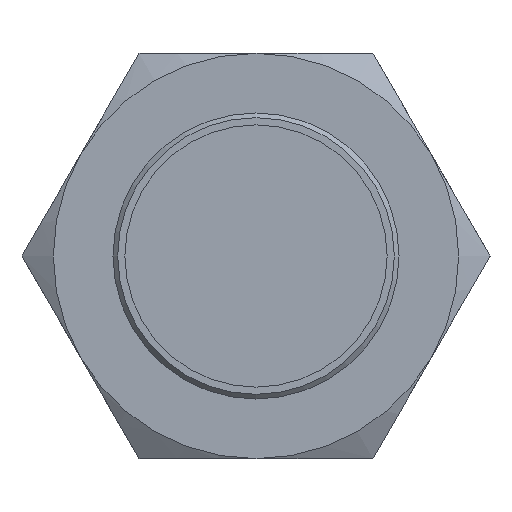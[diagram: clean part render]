
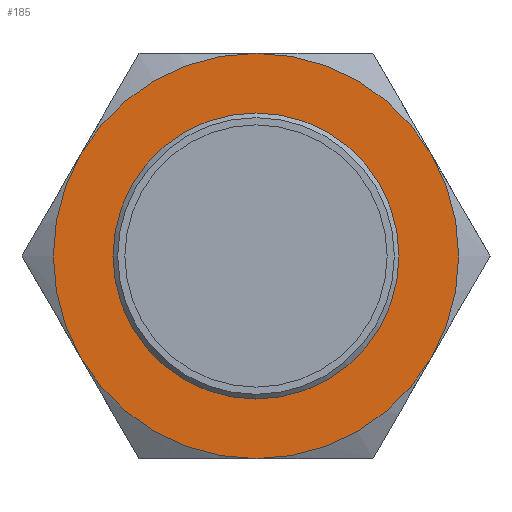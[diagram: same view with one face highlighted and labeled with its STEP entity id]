
A CAD part, left-side view. The second image highlights one B-rep face of the part: STEP entity #185.
In plain terms, the highlighted planar face has unit normal (-1, 0, 0).
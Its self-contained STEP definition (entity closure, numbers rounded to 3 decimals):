
#185 = ADVANCED_FACE( '', ( #379, #380 ), #381, .F. );
#379 = FACE_OUTER_BOUND( '', #567, .T. );
#380 = FACE_BOUND( '', #568, .T. );
#381 = PLANE( '', #569 );
#567 = EDGE_LOOP( '', ( #981, #982, #983, #984, #985, #986 ) );
#568 = EDGE_LOOP( '', ( #987 ) );
#569 = AXIS2_PLACEMENT_3D( '', #988, #989, #990 );
#981 = ORIENTED_EDGE( '', *, *, #1128, .F. );
#982 = ORIENTED_EDGE( '', *, *, #1135, .F. );
#983 = ORIENTED_EDGE( '', *, *, #1078, .F. );
#984 = ORIENTED_EDGE( '', *, *, #1093, .F. );
#985 = ORIENTED_EDGE( '', *, *, #1144, .F. );
#986 = ORIENTED_EDGE( '', *, *, #1101, .F. );
#987 = ORIENTED_EDGE( '', *, *, #1091, .T. );
#988 = CARTESIAN_POINT( '', ( 10., 0., 0. ) );
#989 = DIRECTION( '', ( 1., 0., 0. ) );
#990 = DIRECTION( '', ( 0., 0., -1. ) );
#1078 = EDGE_CURVE( '', #1279, #1280, #1281, .T. );
#1091 = EDGE_CURVE( '', #1300, #1300, #1301, .T. );
#1093 = EDGE_CURVE( '', #1183, #1279, #1303, .T. );
#1101 = EDGE_CURVE( '', #1170, #1269, #1312, .T. );
#1128 = EDGE_CURVE( '', #1307, #1170, #1346, .T. );
#1135 = EDGE_CURVE( '', #1280, #1307, #1354, .T. );
#1144 = EDGE_CURVE( '', #1269, #1183, #1363, .T. );
#1170 = VERTEX_POINT( '', #1416 );
#1183 = VERTEX_POINT( '', #1455 );
#1269 = VERTEX_POINT( '', #1708 );
#1279 = VERTEX_POINT( '', #1733 );
#1280 = VERTEX_POINT( '', #1734 );
#1281 = CIRCLE( '', #1735, 8.5 );
#1300 = VERTEX_POINT( '', #1787 );
#1301 = CIRCLE( '', #1788, 6. );
#1303 = CIRCLE( '', #1790, 8.5 );
#1307 = VERTEX_POINT( '', #1806 );
#1312 = CIRCLE( '', #1823, 8.5 );
#1346 = CIRCLE( '', #1905, 8.5 );
#1354 = CIRCLE( '', #1913, 8.5 );
#1363 = CIRCLE( '', #1929, 8.5 );
#1416 = CARTESIAN_POINT( '', ( 10., 7.361, 4.25 ) );
#1455 = CARTESIAN_POINT( '', ( 10., -7.361, 4.25 ) );
#1708 = CARTESIAN_POINT( '', ( 10., 0., 8.5 ) );
#1733 = CARTESIAN_POINT( '', ( 10., -7.361, -4.25 ) );
#1734 = CARTESIAN_POINT( '', ( 10., 0., -8.5 ) );
#1735 = AXIS2_PLACEMENT_3D( '', #2002, #2003, #2004 );
#1787 = CARTESIAN_POINT( '', ( 10., 0., -6. ) );
#1788 = AXIS2_PLACEMENT_3D( '', #2008, #2009, #2010 );
#1790 = AXIS2_PLACEMENT_3D( '', #2011, #2012, #2013 );
#1806 = CARTESIAN_POINT( '', ( 10., 7.361, -4.25 ) );
#1823 = AXIS2_PLACEMENT_3D( '', #2014, #2015, #2016 );
#1905 = AXIS2_PLACEMENT_3D( '', #2044, #2045, #2046 );
#1913 = AXIS2_PLACEMENT_3D( '', #2059, #2060, #2061 );
#1929 = AXIS2_PLACEMENT_3D( '', #2065, #2066, #2067 );
#2002 = CARTESIAN_POINT( '', ( 10., 0., 0. ) );
#2003 = DIRECTION( '', ( 1., 0., 0. ) );
#2004 = DIRECTION( '', ( 0., 0., -1. ) );
#2008 = CARTESIAN_POINT( '', ( 10., 0., 0. ) );
#2009 = DIRECTION( '', ( 1., 0., 0. ) );
#2010 = DIRECTION( '', ( 0., 0., -1. ) );
#2011 = CARTESIAN_POINT( '', ( 10., 0., 0. ) );
#2012 = DIRECTION( '', ( 1., 0., 0. ) );
#2013 = DIRECTION( '', ( 0., 0., -1. ) );
#2014 = CARTESIAN_POINT( '', ( 10., 0., 0. ) );
#2015 = DIRECTION( '', ( 1., 0., 0. ) );
#2016 = DIRECTION( '', ( 0., 0., -1. ) );
#2044 = CARTESIAN_POINT( '', ( 10., 0., 0. ) );
#2045 = DIRECTION( '', ( 1., 0., 0. ) );
#2046 = DIRECTION( '', ( 0., 0., -1. ) );
#2059 = CARTESIAN_POINT( '', ( 10., 0., 0. ) );
#2060 = DIRECTION( '', ( 1., 0., 0. ) );
#2061 = DIRECTION( '', ( 0., 0., -1. ) );
#2065 = CARTESIAN_POINT( '', ( 10., 0., 0. ) );
#2066 = DIRECTION( '', ( 1., 0., 0. ) );
#2067 = DIRECTION( '', ( 0., 0., -1. ) );
